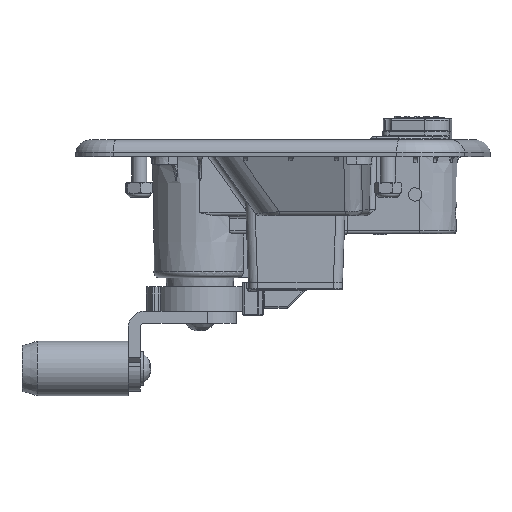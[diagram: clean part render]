
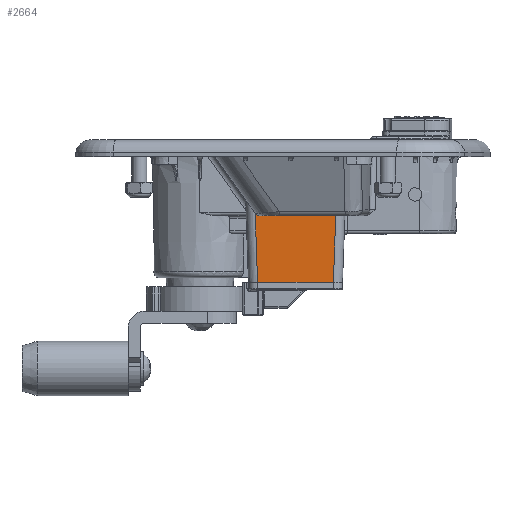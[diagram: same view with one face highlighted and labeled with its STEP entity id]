
A CAD part, front view. The second image highlights one B-rep face of the part: STEP entity #2664.
In plain terms, the highlighted planar face has unit normal (0, -0.999, -0.035).
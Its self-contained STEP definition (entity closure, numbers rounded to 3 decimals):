
#2664=ADVANCED_FACE('',(#5252),#5253,.T.);
#5252=FACE_OUTER_BOUND('',#17362,.T.);
#5253=PLANE('',#17363);
#17362=EDGE_LOOP('',(#33517,#33518,#33519,#33520,#33521,#33522));
#17363=AXIS2_PLACEMENT_3D('',#33523,#33524,#33525);
#33517=ORIENTED_EDGE('',*,*,#44030,.T.);
#33518=ORIENTED_EDGE('',*,*,#43128,.T.);
#33519=ORIENTED_EDGE('',*,*,#43968,.T.);
#33520=ORIENTED_EDGE('',*,*,#42962,.T.);
#33521=ORIENTED_EDGE('',*,*,#43965,.F.);
#33522=ORIENTED_EDGE('',*,*,#43137,.T.);
#33523=CARTESIAN_POINT('',(26.0,-17.6,-47.0));
#33524=DIRECTION('',(0.0,-0.999,-0.035));
#33525=DIRECTION('',(0.0,0.035,-0.999));
#42962=EDGE_CURVE('',#48498,#48499,#48500,.F.);
#43128=EDGE_CURVE('',#48768,#48765,#48769,.T.);
#43137=EDGE_CURVE('',#48774,#48784,#48786,.F.);
#43965=EDGE_CURVE('',#48774,#48499,#50060,.F.);
#43968=EDGE_CURVE('',#48765,#48498,#50063,.F.);
#44030=EDGE_CURVE('',#48784,#48768,#50135,.F.);
#48498=VERTEX_POINT('',#60749);
#48499=VERTEX_POINT('',#60750);
#48500=ELLIPSE('',#60751,2.001,2.0);
#48765=VERTEX_POINT('',#61931);
#48768=VERTEX_POINT('',#61934);
#48769=LINE('',#61935,#61936);
#48774=VERTEX_POINT('',#61942);
#48784=VERTEX_POINT('',#61977);
#48786=LINE('',#61979,#61980);
#50060=LINE('',#64409,#64410);
#50063=LINE('',#64415,#64416);
#50135=LINE('',#64647,#64648);
#60749=CARTESIAN_POINT('',(-1.112,-18.368,-25.0));
#60750=CARTESIAN_POINT('',(-2.74,-18.398,-24.163));
#60751=AXIS2_PLACEMENT_3D('',#79815,#79816,#79817);
#61931=CARTESIAN_POINT('',(23.77,-18.368,-25.0));
#61934=CARTESIAN_POINT('',(23.002,-17.6,-47.0));
#61935=CARTESIAN_POINT('',(23.005,-17.604,-46.896));
#61936=VECTOR('',#80099,1.0);
#61942=CARTESIAN_POINT('',(-2.802,-18.401,-24.075));
#61977=CARTESIAN_POINT('',(-2.002,-17.6,-47.0));
#61979=CARTESIAN_POINT('',(-1.968,-17.566,-47.975));
#61980=VECTOR('',#80114,1.0);
#64409=CARTESIAN_POINT('',(-19.682,-19.226,-0.445));
#64410=VECTOR('',#81431,1.0);
#64415=CARTESIAN_POINT('',(-208.047,-18.368,-25.0));
#64416=VECTOR('',#81434,1.0);
#64647=CARTESIAN_POINT('',(26.0,-17.6,-47.0));
#64648=VECTOR('',#81518,1.0);
#79815=CARTESIAN_POINT('',(-1.112,-18.438,-23.0));
#79816=DIRECTION('',(0.,-0.999,-0.035));
#79817=DIRECTION('',(0.,0.035,-0.999));
#80099=DIRECTION('',(0.035,-0.035,0.999));
#80114=DIRECTION('',(-0.035,-0.035,0.999));
#81431=DIRECTION('',(-0.581,-0.028,0.813));
#81434=DIRECTION('',(1.0,0.0,0.0));
#81518=DIRECTION('',(-1.0,0.0,0.0));
